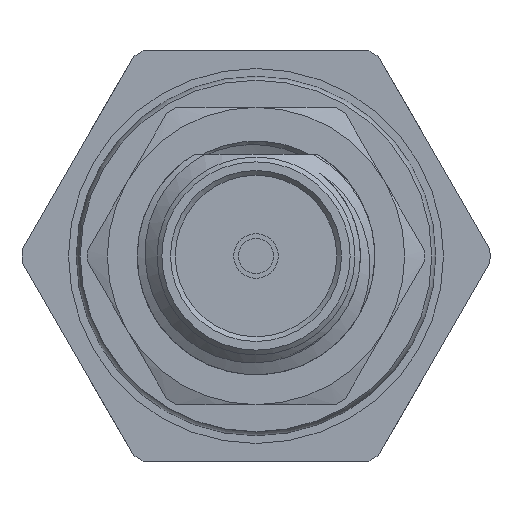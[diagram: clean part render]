
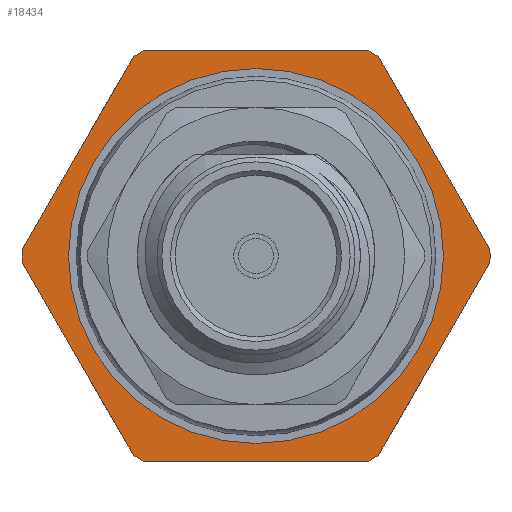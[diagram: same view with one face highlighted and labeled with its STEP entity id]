
A CAD part, left-side view. The second image highlights one B-rep face of the part: STEP entity #18434.
In plain terms, the highlighted planar face has unit normal (-1, 0, 0).
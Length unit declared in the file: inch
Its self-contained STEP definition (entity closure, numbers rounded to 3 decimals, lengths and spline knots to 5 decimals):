
#155 = CARTESIAN_POINT ( 'NONE',  ( 0.433, -0.125, -0.2165 ) ) ;
#229 = VECTOR ( 'NONE', #2459, 39.37008 ) ;
#464 = VERTEX_POINT ( 'NONE', #1531 ) ;
#604 = EDGE_CURVE ( 'NONE', #18760, #7327, #6122, .T. ) ;
#876 = VERTEX_POINT ( 'NONE', #19205 ) ;
#1072 = AXIS2_PLACEMENT_3D ( 'NONE', #19300, #11214, #17562 ) ;
#1232 = VERTEX_POINT ( 'NONE', #6912 ) ;
#1531 = CARTESIAN_POINT ( 'NONE',  ( 0.433, -0.1175, -0.2165 ) ) ;
#1778 = AXIS2_PLACEMENT_3D ( 'NONE', #7357, #15349, #12216 ) ;
#2386 = PLANE ( 'NONE',  #1778 ) ;
#2459 = DIRECTION ( 'NONE',  ( 0., 0.5, -0.866 ) ) ;
#2619 = DIRECTION ( 'NONE',  ( 0., 0.5, 0.866 ) ) ;
#3289 = EDGE_CURVE ( 'NONE', #20261, #464, #15839, .T. ) ;
#3360 = EDGE_CURVE ( 'NONE', #1232, #13056, #4712, .T. ) ;
#3386 = EDGE_CURVE ( 'NONE', #3837, #13498, #14120, .T. ) ;
#3401 = ORIENTED_EDGE ( 'NONE', *, *, #19452, .F. ) ;
#3456 = CIRCLE ( 'NONE', #12089, 0.24633 ) ;
#3837 = VERTEX_POINT ( 'NONE', #19896 ) ;
#3998 = FACE_BOUND ( 'NONE', #12654, .T. ) ;
#4068 = DIRECTION ( 'NONE',  ( 0., -1., 0. ) ) ;
#4101 = EDGE_CURVE ( 'NONE', #7906, #876, #8590, .T. ) ;
#4173 = CIRCLE ( 'NONE', #16249, 0.24633 ) ;
#4189 = CARTESIAN_POINT ( 'NONE',  ( 0.433, -0.12874, 0.21001 ) ) ;
#4415 = ORIENTED_EDGE ( 'NONE', *, *, #11647, .T. ) ;
#4710 = DIRECTION ( 'NONE',  ( 0., 1., 0. ) ) ;
#4712 = CIRCLE ( 'NONE', #16095, 0.24633 ) ;
#5335 = DIRECTION ( 'NONE',  ( 0., -0.5, -0.866 ) ) ;
#5397 = DIRECTION ( 'NONE',  ( 1., 0., 0. ) ) ;
#5731 = AXIS2_PLACEMENT_3D ( 'NONE', #16853, #20422, #20314 ) ;
#5834 = ORIENTED_EDGE ( 'NONE', *, *, #11777, .F. ) ;
#6122 = LINE ( 'NONE', #9367, #13346 ) ;
#6680 = EDGE_LOOP ( 'NONE', ( #3401, #15748, #13860, #16611, #5834, #19636, #15194, #4415, #7545, #18196, #12030, #13058 ) ) ;
#6782 = ORIENTED_EDGE ( 'NONE', *, *, #19110, .T. ) ;
#6912 = CARTESIAN_POINT ( 'NONE',  ( 0.433, -0.24624, 0.00649 ) ) ;
#7073 = DIRECTION ( 'NONE',  ( 1., 0., 0. ) ) ;
#7108 = EDGE_CURVE ( 'NONE', #18760, #19296, #14351, .T. ) ;
#7137 = CARTESIAN_POINT ( 'NONE',  ( 0.433, 0., 0. ) ) ;
#7327 = VERTEX_POINT ( 'NONE', #7872 ) ;
#7357 = CARTESIAN_POINT ( 'NONE',  ( 0.433, 0.19735, 0. ) ) ;
#7545 = ORIENTED_EDGE ( 'NONE', *, *, #3360, .F. ) ;
#7637 = CARTESIAN_POINT ( 'NONE',  ( 0.433, 0.125, -0.2165 ) ) ;
#7872 = CARTESIAN_POINT ( 'NONE',  ( 0.433, 0.1175, 0.2165 ) ) ;
#7902 = CARTESIAN_POINT ( 'NONE',  ( 0.433, 0.24624, 0.00649 ) ) ;
#7906 = VERTEX_POINT ( 'NONE', #10551 ) ;
#8426 = CARTESIAN_POINT ( 'NONE',  ( 0.433, 0., 0. ) ) ;
#8525 = VECTOR ( 'NONE', #5335, 39.37008 ) ;
#8590 = LINE ( 'NONE', #13343, #8525 ) ;
#9113 = EDGE_CURVE ( 'NONE', #15350, #464, #15060, .T. ) ;
#9367 = CARTESIAN_POINT ( 'NONE',  ( 0.433, -0.125, 0.2165 ) ) ;
#10551 = CARTESIAN_POINT ( 'NONE',  ( 0.433, 0.24624, -0.00649 ) ) ;
#10716 = AXIS2_PLACEMENT_3D ( 'NONE', #8426, #16300, #16517 ) ;
#10746 = CIRCLE ( 'NONE', #1072, 0.19735 ) ;
#10779 = DIRECTION ( 'NONE',  ( 0., 0., -1. ) ) ;
#10878 = CARTESIAN_POINT ( 'NONE',  ( 0.433, 0., 0. ) ) ;
#10906 = EDGE_CURVE ( 'NONE', #1232, #19296, #12457, .T. ) ;
#11214 = DIRECTION ( 'NONE',  ( 1., 0., 0. ) ) ;
#11647 = EDGE_CURVE ( 'NONE', #15350, #13056, #11839, .T. ) ;
#11777 = EDGE_CURVE ( 'NONE', #20261, #876, #3456, .T. ) ;
#11839 = LINE ( 'NONE', #155, #15204 ) ;
#12006 = DIRECTION ( 'NONE',  ( 0., 0., -1. ) ) ;
#12019 = VERTEX_POINT ( 'NONE', #18794 ) ;
#12030 = ORIENTED_EDGE ( 'NONE', *, *, #7108, .F. ) ;
#12089 = AXIS2_PLACEMENT_3D ( 'NONE', #15708, #7073, #20468 ) ;
#12216 = DIRECTION ( 'NONE',  ( 0., 0., 1. ) ) ;
#12457 = LINE ( 'NONE', #19030, #19317 ) ;
#12654 = EDGE_LOOP ( 'NONE', ( #6782 ) ) ;
#13056 = VERTEX_POINT ( 'NONE', #16316 ) ;
#13058 = ORIENTED_EDGE ( 'NONE', *, *, #604, .T. ) ;
#13343 = CARTESIAN_POINT ( 'NONE',  ( 0.433, 0.24999, 0. ) ) ;
#13346 = VECTOR ( 'NONE', #4710, 39.37008 ) ;
#13365 = CARTESIAN_POINT ( 'NONE',  ( 0.433, -0.1175, 0.2165 ) ) ;
#13498 = VERTEX_POINT ( 'NONE', #7902 ) ;
#13542 = CARTESIAN_POINT ( 'NONE',  ( 0.433, -0.12874, -0.21001 ) ) ;
#13860 = ORIENTED_EDGE ( 'NONE', *, *, #15471, .F. ) ;
#14120 = LINE ( 'NONE', #15737, #229 ) ;
#14351 = CIRCLE ( 'NONE', #14693, 0.24633 ) ;
#14693 = AXIS2_PLACEMENT_3D ( 'NONE', #7137, #5397, #12006 ) ;
#15060 = CIRCLE ( 'NONE', #5731, 0.24633 ) ;
#15194 = ORIENTED_EDGE ( 'NONE', *, *, #9113, .F. ) ;
#15204 = VECTOR ( 'NONE', #18182, 39.37008 ) ;
#15349 = DIRECTION ( 'NONE',  ( -1., 0., 0. ) ) ;
#15350 = VERTEX_POINT ( 'NONE', #13542 ) ;
#15471 = EDGE_CURVE ( 'NONE', #7906, #13498, #18278, .T. ) ;
#15708 = CARTESIAN_POINT ( 'NONE',  ( 0.433, 0., 0. ) ) ;
#15737 = CARTESIAN_POINT ( 'NONE',  ( 0.433, 0.125, 0.2165 ) ) ;
#15748 = ORIENTED_EDGE ( 'NONE', *, *, #3386, .T. ) ;
#15839 = LINE ( 'NONE', #7637, #18843 ) ;
#16095 = AXIS2_PLACEMENT_3D ( 'NONE', #10878, #17136, #10779 ) ;
#16249 = AXIS2_PLACEMENT_3D ( 'NONE', #17773, #17990, #21354 ) ;
#16300 = DIRECTION ( 'NONE',  ( 1., 0., 0. ) ) ;
#16316 = CARTESIAN_POINT ( 'NONE',  ( 0.433, -0.24624, -0.00649 ) ) ;
#16517 = DIRECTION ( 'NONE',  ( 0., 0., -1. ) ) ;
#16611 = ORIENTED_EDGE ( 'NONE', *, *, #4101, .T. ) ;
#16853 = CARTESIAN_POINT ( 'NONE',  ( 0.433, 0., 0. ) ) ;
#17136 = DIRECTION ( 'NONE',  ( 1., 0., 0. ) ) ;
#17562 = DIRECTION ( 'NONE',  ( 0., 0., -1. ) ) ;
#17773 = CARTESIAN_POINT ( 'NONE',  ( 0.433, 0., 0. ) ) ;
#17990 = DIRECTION ( 'NONE',  ( 1., 0., 0. ) ) ;
#18182 = DIRECTION ( 'NONE',  ( 0., -0.5, 0.866 ) ) ;
#18196 = ORIENTED_EDGE ( 'NONE', *, *, #10906, .T. ) ;
#18278 = CIRCLE ( 'NONE', #10716, 0.24633 ) ;
#18434 = ADVANCED_FACE ( 'NONE', ( #3998, #18474 ), #2386, .T. ) ;
#18474 = FACE_OUTER_BOUND ( 'NONE', #6680, .T. ) ;
#18760 = VERTEX_POINT ( 'NONE', #13365 ) ;
#18794 = CARTESIAN_POINT ( 'NONE',  ( 0.433, 0., -0.19735 ) ) ;
#18843 = VECTOR ( 'NONE', #4068, 39.37008 ) ;
#19030 = CARTESIAN_POINT ( 'NONE',  ( 0.433, -0.24999, 0. ) ) ;
#19110 = EDGE_CURVE ( 'NONE', #12019, #12019, #10746, .T. ) ;
#19205 = CARTESIAN_POINT ( 'NONE',  ( 0.433, 0.12874, -0.21001 ) ) ;
#19296 = VERTEX_POINT ( 'NONE', #4189 ) ;
#19300 = CARTESIAN_POINT ( 'NONE',  ( 0.433, 0., 0. ) ) ;
#19317 = VECTOR ( 'NONE', #2619, 39.37008 ) ;
#19452 = EDGE_CURVE ( 'NONE', #3837, #7327, #4173, .T. ) ;
#19636 = ORIENTED_EDGE ( 'NONE', *, *, #3289, .T. ) ;
#19896 = CARTESIAN_POINT ( 'NONE',  ( 0.433, 0.12874, 0.21001 ) ) ;
#20261 = VERTEX_POINT ( 'NONE', #20592 ) ;
#20314 = DIRECTION ( 'NONE',  ( 0., 0., -1. ) ) ;
#20422 = DIRECTION ( 'NONE',  ( 1., 0., 0. ) ) ;
#20468 = DIRECTION ( 'NONE',  ( 0., 0., -1. ) ) ;
#20592 = CARTESIAN_POINT ( 'NONE',  ( 0.433, 0.1175, -0.2165 ) ) ;
#21354 = DIRECTION ( 'NONE',  ( 0., 0., -1. ) ) ;
